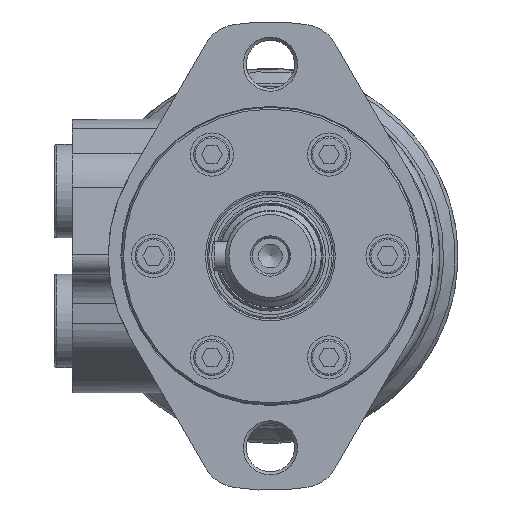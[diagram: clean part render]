
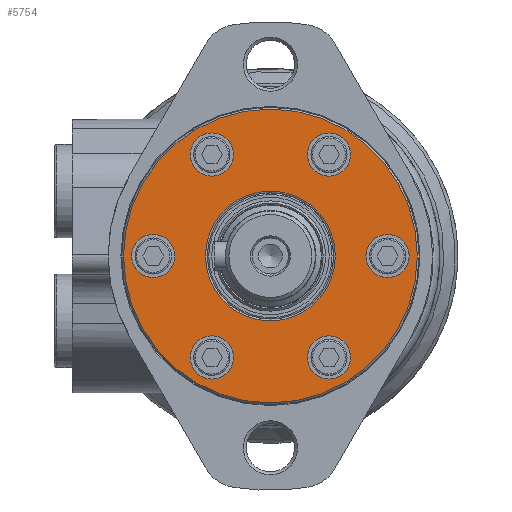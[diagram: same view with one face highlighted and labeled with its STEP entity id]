
A CAD part, left-side view. The second image highlights one B-rep face of the part: STEP entity #5754.
In plain terms, the highlighted planar face has unit normal (-1, 0, 0).
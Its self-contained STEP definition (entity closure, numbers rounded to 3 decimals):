
#561=CIRCLE('',#6367,40.75);
#562=CIRCLE('',#6368,6.);
#563=CIRCLE('',#6369,6.);
#564=CIRCLE('',#6370,6.);
#565=CIRCLE('',#6371,6.);
#566=CIRCLE('',#6372,6.);
#567=CIRCLE('',#6373,6.);
#568=CIRCLE('',#6374,18.);
#1384=ORIENTED_EDGE('',*,*,#2618,.F.);
#1385=ORIENTED_EDGE('',*,*,#2619,.F.);
#1386=ORIENTED_EDGE('',*,*,#2620,.T.);
#1387=ORIENTED_EDGE('',*,*,#2621,.T.);
#1388=ORIENTED_EDGE('',*,*,#2622,.T.);
#1389=ORIENTED_EDGE('',*,*,#2623,.T.);
#1390=ORIENTED_EDGE('',*,*,#2624,.T.);
#1391=ORIENTED_EDGE('',*,*,#2625,.T.);
#2618=EDGE_CURVE('',#3285,#3285,#561,.T.);
#2619=EDGE_CURVE('',#3286,#3286,#562,.F.);
#2620=EDGE_CURVE('',#3287,#3287,#563,.T.);
#2621=EDGE_CURVE('',#3288,#3288,#564,.T.);
#2622=EDGE_CURVE('',#3289,#3289,#565,.T.);
#2623=EDGE_CURVE('',#3290,#3290,#566,.T.);
#2624=EDGE_CURVE('',#3291,#3291,#567,.T.);
#2625=EDGE_CURVE('',#3292,#3292,#568,.T.);
#3285=VERTEX_POINT('',#9671);
#3286=VERTEX_POINT('',#9673);
#3287=VERTEX_POINT('',#9675);
#3288=VERTEX_POINT('',#9677);
#3289=VERTEX_POINT('',#9679);
#3290=VERTEX_POINT('',#9681);
#3291=VERTEX_POINT('',#9683);
#3292=VERTEX_POINT('',#9685);
#4479=EDGE_LOOP('',(#1384));
#4480=EDGE_LOOP('',(#1385));
#4481=EDGE_LOOP('',(#1386));
#4482=EDGE_LOOP('',(#1387));
#4483=EDGE_LOOP('',(#1388));
#4484=EDGE_LOOP('',(#1389));
#4485=EDGE_LOOP('',(#1390));
#4486=EDGE_LOOP('',(#1391));
#5041=FACE_BOUND('',#4479,.T.);
#5042=FACE_BOUND('',#4480,.T.);
#5043=FACE_BOUND('',#4481,.T.);
#5044=FACE_BOUND('',#4482,.T.);
#5045=FACE_BOUND('',#4483,.T.);
#5046=FACE_BOUND('',#4484,.T.);
#5047=FACE_BOUND('',#4485,.T.);
#5048=FACE_BOUND('',#4486,.T.);
#5467=PLANE('',#6366);
#5754=ADVANCED_FACE('',(#5041,#5042,#5043,#5044,#5045,#5046,#5047,#5048),
#5467,.F.);
#6366=AXIS2_PLACEMENT_3D('',#9669,#7546,#7547);
#6367=AXIS2_PLACEMENT_3D('',#9670,#7548,#7549);
#6368=AXIS2_PLACEMENT_3D('',#9672,#7550,#7551);
#6369=AXIS2_PLACEMENT_3D('',#9674,#7552,#7553);
#6370=AXIS2_PLACEMENT_3D('',#9676,#7554,#7555);
#6371=AXIS2_PLACEMENT_3D('',#9678,#7556,#7557);
#6372=AXIS2_PLACEMENT_3D('',#9680,#7558,#7559);
#6373=AXIS2_PLACEMENT_3D('',#9682,#7560,#7561);
#6374=AXIS2_PLACEMENT_3D('',#9684,#7562,#7563);
#7546=DIRECTION('',(1.,0.,0.));
#7547=DIRECTION('',(0.,0.,-1.));
#7548=DIRECTION('',(1.,0.,0.));
#7549=DIRECTION('',(0.,0.,-1.));
#7550=DIRECTION('',(1.,0.,0.));
#7551=DIRECTION('',(0.,0.,-1.));
#7552=DIRECTION('',(1.,0.,0.));
#7553=DIRECTION('',(0.,0.,-1.));
#7554=DIRECTION('',(1.,0.,0.));
#7555=DIRECTION('',(0.,0.,-1.));
#7556=DIRECTION('',(1.,0.,0.));
#7557=DIRECTION('',(0.,0.,-1.));
#7558=DIRECTION('',(1.,0.,0.));
#7559=DIRECTION('',(0.,0.,-1.));
#7560=DIRECTION('',(1.,0.,0.));
#7561=DIRECTION('',(0.,0.,-1.));
#7562=DIRECTION('',(1.,0.,0.));
#7563=DIRECTION('',(0.,0.,-1.));
#9669=CARTESIAN_POINT('',(0.,0.,0.));
#9670=CARTESIAN_POINT('',(0.,0.,0.));
#9671=CARTESIAN_POINT('',(0.,0.,-40.75));
#9672=CARTESIAN_POINT('',(0.,32.5,0.));
#9673=CARTESIAN_POINT('',(0.,32.5,-6.));
#9674=CARTESIAN_POINT('',(0.,16.25,-28.146));
#9675=CARTESIAN_POINT('',(0.,16.25,-34.146));
#9676=CARTESIAN_POINT('',(0.,-16.25,-28.146));
#9677=CARTESIAN_POINT('',(0.,-16.25,-34.146));
#9678=CARTESIAN_POINT('',(0.,-32.5,0.));
#9679=CARTESIAN_POINT('',(0.,-32.5,-6.));
#9680=CARTESIAN_POINT('',(0.,-16.25,28.146));
#9681=CARTESIAN_POINT('',(0.,-16.25,22.146));
#9682=CARTESIAN_POINT('',(0.,16.25,28.146));
#9683=CARTESIAN_POINT('',(0.,16.25,22.146));
#9684=CARTESIAN_POINT('',(0.,0.,0.));
#9685=CARTESIAN_POINT('',(0.,0.,-18.));
